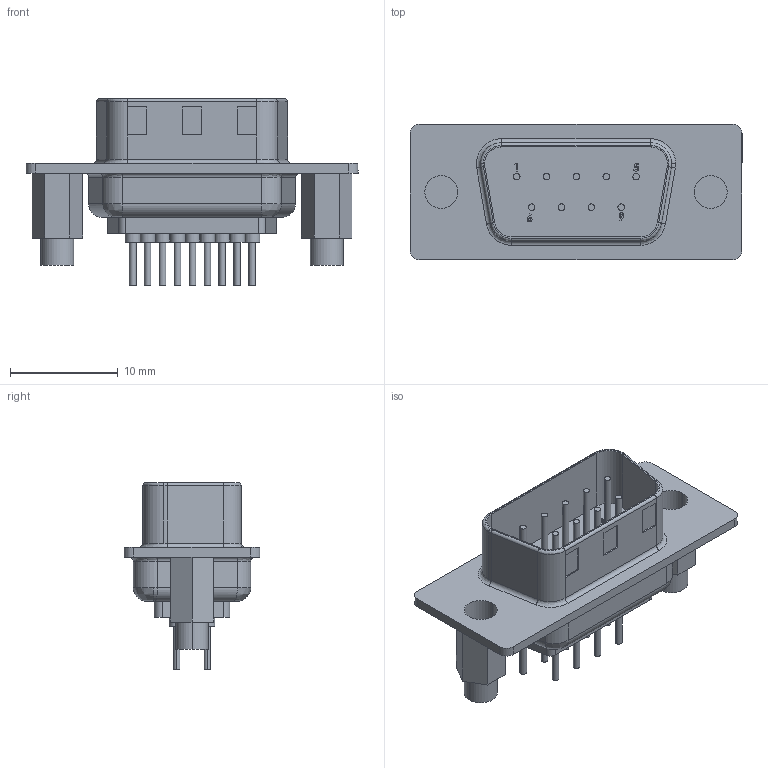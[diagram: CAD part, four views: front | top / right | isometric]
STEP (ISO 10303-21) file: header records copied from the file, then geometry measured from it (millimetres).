
FILE_DESCRIPTION (( 'STEP AP214' ), '1' );
FILE_NAME ('171-009-113.STEP', '2020-03-15T23:02:22', ( '' ), ( '' ), 'SwSTEP 2.0', 'SolidWorks 2019', '' );
FILE_SCHEMA (( 'AUTOMOTIVE_DESIGN' ));
Length unit declared in the file: inch
Products named in the file (1): 171-009-113
Bounding box: 30.8 x 12.6 x 17.3 mm (x, y, z)
Volume: 1525 mm3; surface area: 2204.2 mm2
Topology: 3 solids, 3 shells, 271 faces, 626 edges, 406 vertices
Faces by surface type: plane 126, cylinder 101, bspline 44
Entity records: 10580 total; most frequent: CARTESIAN_POINT 3173, ORIENTED_EDGE 1252, DIRECTION 1199, EDGE_CURVE 626, AXIS2_PLACEMENT_3D 424, VERTEX_POINT 406, LINE 351, VECTOR 351
